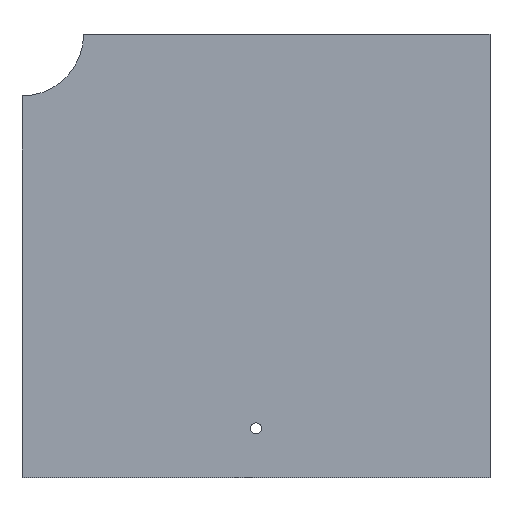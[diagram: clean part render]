
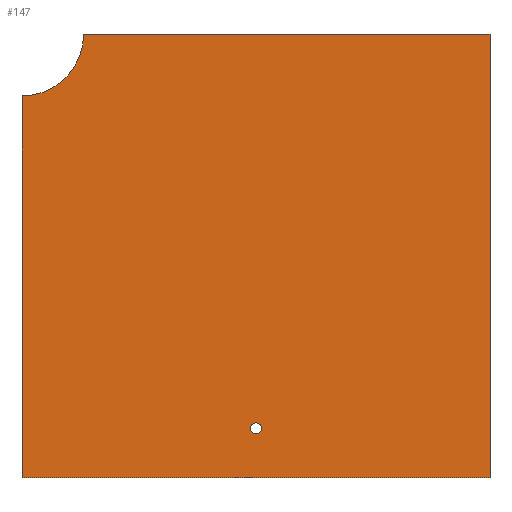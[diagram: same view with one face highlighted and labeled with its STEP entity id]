
A CAD part, top view. The second image highlights one B-rep face of the part: STEP entity #147.
In plain terms, the highlighted planar face has unit normal (0, 0, 1).
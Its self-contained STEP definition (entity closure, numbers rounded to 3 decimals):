
#15=FACE_BOUND('',#38,.T.);
#21=PLANE('',#173);
#29=FACE_OUTER_BOUND('',#37,.T.);
#37=EDGE_LOOP('',(#127,#128,#129,#130,#131));
#38=EDGE_LOOP('',(#132));
#44=LINE('',#229,#58);
#47=LINE('',#235,#61);
#50=LINE('',#241,#64);
#53=LINE('',#247,#67);
#58=VECTOR('',#188,10.);
#61=VECTOR('',#193,10.);
#64=VECTOR('',#198,10.);
#67=VECTOR('',#203,10.);
#69=CIRCLE('',#164,2.25);
#72=CIRCLE('',#172,25.);
#73=VERTEX_POINT('',#217);
#77=VERTEX_POINT('',#226);
#78=VERTEX_POINT('',#228);
#80=VERTEX_POINT('',#234);
#82=VERTEX_POINT('',#240);
#84=VERTEX_POINT('',#246);
#85=EDGE_CURVE('',#73,#73,#69,.T.);
#90=EDGE_CURVE('',#78,#77,#44,.T.);
#93=EDGE_CURVE('',#80,#78,#47,.T.);
#96=EDGE_CURVE('',#82,#80,#50,.T.);
#99=EDGE_CURVE('',#84,#82,#53,.T.);
#102=EDGE_CURVE('',#77,#84,#72,.T.);
#127=ORIENTED_EDGE('',*,*,#102,.T.);
#128=ORIENTED_EDGE('',*,*,#99,.T.);
#129=ORIENTED_EDGE('',*,*,#96,.T.);
#130=ORIENTED_EDGE('',*,*,#93,.T.);
#131=ORIENTED_EDGE('',*,*,#90,.T.);
#132=ORIENTED_EDGE('',*,*,#85,.T.);
#147=ADVANCED_FACE('',(#29,#15),#21,.T.);
#164=AXIS2_PLACEMENT_3D('',#218,#179,#180);
#172=AXIS2_PLACEMENT_3D('',#251,#209,#210);
#173=AXIS2_PLACEMENT_3D('',#252,#211,#212);
#179=DIRECTION('center_axis',(0.,0.,-1.));
#180=DIRECTION('ref_axis',(-1.,0.,0.));
#188=DIRECTION('',(-1.,0.,0.));
#193=DIRECTION('',(0.,1.,0.));
#198=DIRECTION('',(1.,0.,0.));
#203=DIRECTION('',(0.,-1.,0.));
#209=DIRECTION('center_axis',(0.,0.,-1.));
#210=DIRECTION('ref_axis',(1.,0.,0.));
#211=DIRECTION('center_axis',(0.,0.,1.));
#212=DIRECTION('ref_axis',(1.,0.,0.));
#217=CARTESIAN_POINT('',(97.25,20.,3.));
#218=CARTESIAN_POINT('Origin',(95.,20.,3.));
#226=CARTESIAN_POINT('',(25.,180.,3.));
#228=CARTESIAN_POINT('',(190.,180.,3.));
#229=CARTESIAN_POINT('',(190.,180.,3.));
#234=CARTESIAN_POINT('',(190.,0.,3.));
#235=CARTESIAN_POINT('',(190.,0.,3.));
#240=CARTESIAN_POINT('',(0.,0.,3.));
#241=CARTESIAN_POINT('',(0.,0.,3.));
#246=CARTESIAN_POINT('',(0.,155.,3.));
#247=CARTESIAN_POINT('',(0.,180.,3.));
#251=CARTESIAN_POINT('Origin',(0.,180.,3.));
#252=CARTESIAN_POINT('Origin',(82.5,102.5,3.));
